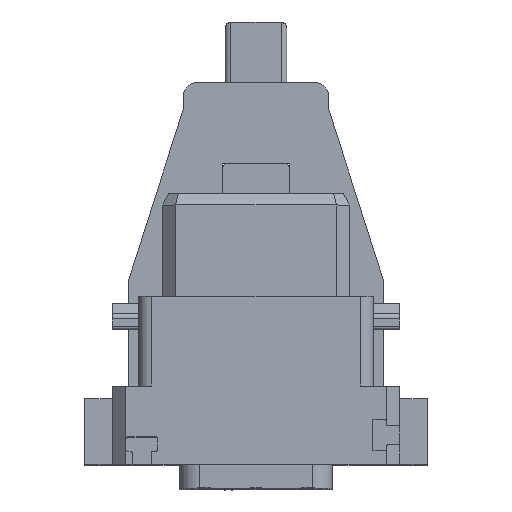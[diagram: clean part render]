
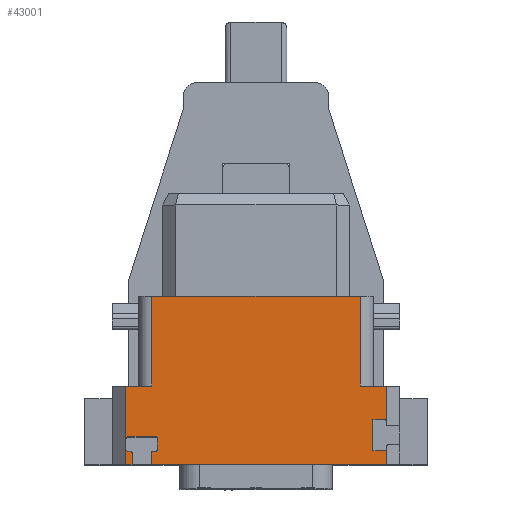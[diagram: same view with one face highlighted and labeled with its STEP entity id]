
A CAD part, top view. The second image highlights one B-rep face of the part: STEP entity #43001.
In plain terms, the highlighted planar face has unit normal (0, 0, 1).
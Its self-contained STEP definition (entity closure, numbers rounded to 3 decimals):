
#3041=DIRECTION('',(-1.,0.,0.));
#3042=VECTOR('',#3041,15.8);
#3043=CARTESIAN_POINT('',(7.9,9.8,9.9));
#3044=LINE('',#3043,#3042);
#3260=CARTESIAN_POINT('',(9.75,0.325,9.9));
#3261=DIRECTION('',(0.,0.,1.));
#3262=DIRECTION('',(1.,0.,0.));
#3263=AXIS2_PLACEMENT_3D('',#3260,#3261,#3262);
#3265=DIRECTION('',(-1.,0.,0.));
#3266=VECTOR('',#3265,0.8);
#3267=CARTESIAN_POINT('',(9.75,0.475,9.9));
#3268=LINE('',#3267,#3266);
#3269=CARTESIAN_POINT('',(8.95,0.325,9.9));
#3270=DIRECTION('',(0.,0.,1.));
#3271=DIRECTION('',(0.,1.,0.));
#3272=AXIS2_PLACEMENT_3D('',#3269,#3270,#3271);
#3274=DIRECTION('',(0.,-1.,0.));
#3275=VECTOR('',#3274,2.1);
#3276=CARTESIAN_POINT('',(8.8,0.325,9.9));
#3277=LINE('',#3276,#3275);
#3278=CARTESIAN_POINT('',(8.95,-1.775,9.9));
#3279=DIRECTION('',(0.,0.,1.));
#3280=DIRECTION('',(-1.,0.,0.));
#3281=AXIS2_PLACEMENT_3D('',#3278,#3279,#3280);
#3283=DIRECTION('',(1.,0.,0.));
#3284=VECTOR('',#3283,0.8);
#3285=CARTESIAN_POINT('',(8.95,-1.925,9.9));
#3286=LINE('',#3285,#3284);
#3287=CARTESIAN_POINT('',(9.75,-1.775,9.9));
#3288=DIRECTION('',(0.,0.,1.));
#3289=DIRECTION('',(0.,-1.,0.));
#3290=AXIS2_PLACEMENT_3D('',#3287,#3288,#3289);
#3292=DIRECTION('',(0.,1.,0.));
#3293=VECTOR('',#3292,1.175);
#3294=CARTESIAN_POINT('',(9.9,-2.95,9.9));
#3295=LINE('',#3294,#3293);
#3296=DIRECTION('',(0.,1.,0.));
#3297=VECTOR('',#3296,0.85);
#3298=CARTESIAN_POINT('',(-7.95,-2.95,9.9));
#3299=LINE('',#3298,#3297);
#3300=CARTESIAN_POINT('',(-7.8,-2.1,9.9));
#3301=DIRECTION('',(0.,0.,1.));
#3302=DIRECTION('',(0.,1.,0.));
#3303=AXIS2_PLACEMENT_3D('',#3300,#3301,#3302);
#3305=DIRECTION('',(1.,0.,0.));
#3306=VECTOR('',#3305,0.175);
#3307=CARTESIAN_POINT('',(-7.8,-1.95,9.9));
#3308=LINE('',#3307,#3306);
#3309=CARTESIAN_POINT('',(-7.625,-1.8,9.9));
#3310=DIRECTION('',(0.,0.,1.));
#3311=DIRECTION('',(0.,-1.,0.));
#3312=AXIS2_PLACEMENT_3D('',#3309,#3310,#3311);
#3314=DIRECTION('',(0.,1.,0.));
#3315=VECTOR('',#3314,0.8);
#3316=CARTESIAN_POINT('',(-7.475,-1.8,9.9));
#3317=LINE('',#3316,#3315);
#3318=CARTESIAN_POINT('',(-7.625,-1.,9.9));
#3319=DIRECTION('',(0.,0.,1.));
#3320=DIRECTION('',(1.,0.,0.));
#3321=AXIS2_PLACEMENT_3D('',#3318,#3319,#3320);
#3323=DIRECTION('',(-1.,0.,0.));
#3324=VECTOR('',#3323,2.1);
#3325=CARTESIAN_POINT('',(-7.625,-0.85,9.9));
#3326=LINE('',#3325,#3324);
#3327=CARTESIAN_POINT('',(-9.725,-1.,9.9));
#3328=DIRECTION('',(0.,0.,1.));
#3329=DIRECTION('',(0.,1.,0.));
#3330=AXIS2_PLACEMENT_3D('',#3327,#3328,#3329);
#3332=DIRECTION('',(0.,-1.,0.));
#3333=VECTOR('',#3332,0.8);
#3334=CARTESIAN_POINT('',(-9.875,-1.,9.9));
#3335=LINE('',#3334,#3333);
#3336=CARTESIAN_POINT('',(-9.725,-1.8,9.9));
#3337=DIRECTION('',(0.,0.,1.));
#3338=DIRECTION('',(-1.,0.,0.));
#3339=AXIS2_PLACEMENT_3D('',#3336,#3337,#3338);
#3341=DIRECTION('',(1.,0.,0.));
#3342=VECTOR('',#3341,0.175);
#3343=CARTESIAN_POINT('',(-9.725,-1.95,9.9));
#3344=LINE('',#3343,#3342);
#3345=CARTESIAN_POINT('',(-9.55,-2.1,9.9));
#3346=DIRECTION('',(0.,0.,1.));
#3347=DIRECTION('',(1.,0.,0.));
#3348=AXIS2_PLACEMENT_3D('',#3345,#3346,#3347);
#3350=DIRECTION('',(0.,1.,0.));
#3351=VECTOR('',#3350,0.85);
#3352=CARTESIAN_POINT('',(-9.4,-2.95,9.9));
#3353=LINE('',#3352,#3351);
#3354=DIRECTION('',(0.,-1.,0.));
#3355=VECTOR('',#3354,5.95);
#3356=CARTESIAN_POINT('',(-9.9,3.,9.9));
#3357=LINE('',#3356,#3355);
#3358=DIRECTION('',(0.,-1.,0.));
#3359=VECTOR('',#3358,6.8);
#3360=CARTESIAN_POINT('',(-7.9,9.8,9.9));
#3361=LINE('',#3360,#3359);
#3362=DIRECTION('',(0.,1.,0.));
#3363=VECTOR('',#3362,6.8);
#3364=CARTESIAN_POINT('',(7.9,3.,9.9));
#3365=LINE('',#3364,#3363);
#3366=DIRECTION('',(0.,1.,0.));
#3367=VECTOR('',#3366,2.675);
#3368=CARTESIAN_POINT('',(9.9,0.325,9.9));
#3369=LINE('',#3368,#3367);
#3386=DIRECTION('',(-1.,0.,0.));
#3387=VECTOR('',#3386,2.);
#3388=CARTESIAN_POINT('',(9.9,3.,9.9));
#3389=LINE('',#3388,#3387);
#3578=DIRECTION('',(1.,0.,0.));
#3579=VECTOR('',#3578,0.5);
#3580=CARTESIAN_POINT('',(-9.9,-2.95,9.9));
#3581=LINE('',#3580,#3579);
#3594=DIRECTION('',(1.,0.,0.));
#3595=VECTOR('',#3594,17.85);
#3596=CARTESIAN_POINT('',(-7.95,-2.95,9.9));
#3597=LINE('',#3596,#3595);
#7446=DIRECTION('',(-1.,0.,0.));
#7447=VECTOR('',#7446,2.);
#7448=CARTESIAN_POINT('',(-7.9,3.,9.9));
#7449=LINE('',#7448,#7447);
#32743=CARTESIAN_POINT('',(-7.95,-2.95,9.9));
#32744=VERTEX_POINT('',#32743);
#32745=CARTESIAN_POINT('',(-9.4,-2.95,9.9));
#32746=VERTEX_POINT('',#32745);
#32747=CARTESIAN_POINT('',(9.9,0.325,9.9));
#32748=CARTESIAN_POINT('',(9.75,0.475,9.9));
#32749=VERTEX_POINT('',#32747);
#32750=VERTEX_POINT('',#32748);
#32751=CARTESIAN_POINT('',(8.95,0.475,9.9));
#32752=VERTEX_POINT('',#32751);
#32753=CARTESIAN_POINT('',(8.8,0.325,9.9));
#32754=VERTEX_POINT('',#32753);
#32755=CARTESIAN_POINT('',(8.8,-1.775,9.9));
#32756=VERTEX_POINT('',#32755);
#32757=CARTESIAN_POINT('',(8.95,-1.925,9.9));
#32758=VERTEX_POINT('',#32757);
#32759=CARTESIAN_POINT('',(9.75,-1.925,9.9));
#32760=VERTEX_POINT('',#32759);
#32761=CARTESIAN_POINT('',(9.9,-1.775,9.9));
#32762=VERTEX_POINT('',#32761);
#32763=CARTESIAN_POINT('',(-7.95,-2.1,9.9));
#32764=VERTEX_POINT('',#32763);
#32765=CARTESIAN_POINT('',(-7.8,-1.95,9.9));
#32766=VERTEX_POINT('',#32765);
#32767=CARTESIAN_POINT('',(-7.625,-1.95,9.9));
#32768=VERTEX_POINT('',#32767);
#32769=CARTESIAN_POINT('',(-7.475,-1.8,9.9));
#32770=VERTEX_POINT('',#32769);
#32771=CARTESIAN_POINT('',(-7.475,-1.,9.9));
#32772=VERTEX_POINT('',#32771);
#32773=CARTESIAN_POINT('',(-7.625,-0.85,9.9));
#32774=VERTEX_POINT('',#32773);
#32775=CARTESIAN_POINT('',(-9.725,-0.85,9.9));
#32776=VERTEX_POINT('',#32775);
#32777=CARTESIAN_POINT('',(-9.875,-1.,9.9));
#32778=VERTEX_POINT('',#32777);
#32779=CARTESIAN_POINT('',(-9.875,-1.8,9.9));
#32780=VERTEX_POINT('',#32779);
#32781=CARTESIAN_POINT('',(-9.725,-1.95,9.9));
#32782=VERTEX_POINT('',#32781);
#32783=CARTESIAN_POINT('',(-9.55,-1.95,9.9));
#32784=VERTEX_POINT('',#32783);
#32785=CARTESIAN_POINT('',(-9.4,-2.1,9.9));
#32786=VERTEX_POINT('',#32785);
#32791=CARTESIAN_POINT('',(7.9,9.8,9.9));
#32793=VERTEX_POINT('',#32791);
#32797=CARTESIAN_POINT('',(7.9,3.,9.9));
#32798=VERTEX_POINT('',#32797);
#32803=CARTESIAN_POINT('',(-7.9,9.8,9.9));
#32804=VERTEX_POINT('',#32803);
#32805=CARTESIAN_POINT('',(-7.9,3.,9.9));
#32806=VERTEX_POINT('',#32805);
#32811=CARTESIAN_POINT('',(9.9,3.,9.9));
#32813=VERTEX_POINT('',#32811);
#32826=CARTESIAN_POINT('',(9.9,-2.95,9.9));
#32827=VERTEX_POINT('',#32826);
#32828=CARTESIAN_POINT('',(-9.9,-2.95,9.9));
#32830=VERTEX_POINT('',#32828);
#32834=CARTESIAN_POINT('',(-9.9,3.,9.9));
#32835=VERTEX_POINT('',#32834);
#42937=CARTESIAN_POINT('',(10.9,9.8,9.9));
#42938=DIRECTION('',(0.,0.,1.));
#42939=DIRECTION('',(-1.,0.,0.));
#42940=AXIS2_PLACEMENT_3D('',#42937,#42938,#42939);
#42941=PLANE('',#42940);
#42943=ORIENTED_EDGE('',*,*,#42942,.T.);
#42945=ORIENTED_EDGE('',*,*,#42944,.T.);
#42947=ORIENTED_EDGE('',*,*,#42946,.T.);
#42949=ORIENTED_EDGE('',*,*,#42948,.T.);
#42951=ORIENTED_EDGE('',*,*,#42950,.T.);
#42953=ORIENTED_EDGE('',*,*,#42952,.T.);
#42955=ORIENTED_EDGE('',*,*,#42954,.T.);
#42957=ORIENTED_EDGE('',*,*,#42956,.F.);
#42959=ORIENTED_EDGE('',*,*,#42958,.F.);
#42961=ORIENTED_EDGE('',*,*,#42960,.T.);
#42963=ORIENTED_EDGE('',*,*,#42962,.F.);
#42965=ORIENTED_EDGE('',*,*,#42964,.T.);
#42967=ORIENTED_EDGE('',*,*,#42966,.T.);
#42969=ORIENTED_EDGE('',*,*,#42968,.T.);
#42971=ORIENTED_EDGE('',*,*,#42970,.T.);
#42973=ORIENTED_EDGE('',*,*,#42972,.T.);
#42975=ORIENTED_EDGE('',*,*,#42974,.T.);
#42977=ORIENTED_EDGE('',*,*,#42976,.T.);
#42979=ORIENTED_EDGE('',*,*,#42978,.T.);
#42981=ORIENTED_EDGE('',*,*,#42980,.T.);
#42983=ORIENTED_EDGE('',*,*,#42982,.F.);
#42985=ORIENTED_EDGE('',*,*,#42984,.F.);
#42987=ORIENTED_EDGE('',*,*,#42986,.F.);
#42989=ORIENTED_EDGE('',*,*,#42988,.F.);
#42991=ORIENTED_EDGE('',*,*,#42990,.F.);
#42992=ORIENTED_EDGE('',*,*,#42930,.F.);
#42993=ORIENTED_EDGE('',*,*,#42675,.F.);
#42994=ORIENTED_EDGE('',*,*,#42716,.F.);
#42996=ORIENTED_EDGE('',*,*,#42995,.F.);
#42998=ORIENTED_EDGE('',*,*,#42997,.F.);
#42999=EDGE_LOOP('',(#42943,#42945,#42947,#42949,#42951,#42953,#42955,#42957,
#42959,#42961,#42963,#42965,#42967,#42969,#42971,#42973,#42975,#42977,#42979,
#42981,#42983,#42985,#42987,#42989,#42991,#42992,#42993,#42994,#42996,#42998));
#43000=FACE_OUTER_BOUND('',#42999,.F.);
#43001=ADVANCED_FACE('',(#43000),#42941,.T.);
#3264=CIRCLE('',#3263,0.15);
#3273=CIRCLE('',#3272,0.15);
#3282=CIRCLE('',#3281,0.15);
#3291=CIRCLE('',#3290,0.15);
#3304=CIRCLE('',#3303,0.15);
#3313=CIRCLE('',#3312,0.15);
#3322=CIRCLE('',#3321,0.15);
#3331=CIRCLE('',#3330,0.15);
#3340=CIRCLE('',#3339,0.15);
#3349=CIRCLE('',#3348,0.15);
#42675=EDGE_CURVE('',#32793,#32804,#3044,.T.);
#42716=EDGE_CURVE('',#32798,#32793,#3365,.T.);
#42930=EDGE_CURVE('',#32804,#32806,#3361,.T.);
#42942=EDGE_CURVE('',#32749,#32750,#3264,.T.);
#42944=EDGE_CURVE('',#32750,#32752,#3268,.T.);
#42946=EDGE_CURVE('',#32752,#32754,#3273,.T.);
#42948=EDGE_CURVE('',#32754,#32756,#3277,.T.);
#42950=EDGE_CURVE('',#32756,#32758,#3282,.T.);
#42952=EDGE_CURVE('',#32758,#32760,#3286,.T.);
#42954=EDGE_CURVE('',#32760,#32762,#3291,.T.);
#42956=EDGE_CURVE('',#32827,#32762,#3295,.T.);
#42958=EDGE_CURVE('',#32744,#32827,#3597,.T.);
#42960=EDGE_CURVE('',#32744,#32764,#3299,.T.);
#42962=EDGE_CURVE('',#32766,#32764,#3304,.T.);
#42964=EDGE_CURVE('',#32766,#32768,#3308,.T.);
#42966=EDGE_CURVE('',#32768,#32770,#3313,.T.);
#42968=EDGE_CURVE('',#32770,#32772,#3317,.T.);
#42970=EDGE_CURVE('',#32772,#32774,#3322,.T.);
#42972=EDGE_CURVE('',#32774,#32776,#3326,.T.);
#42974=EDGE_CURVE('',#32776,#32778,#3331,.T.);
#42976=EDGE_CURVE('',#32778,#32780,#3335,.T.);
#42978=EDGE_CURVE('',#32780,#32782,#3340,.T.);
#42980=EDGE_CURVE('',#32782,#32784,#3344,.T.);
#42982=EDGE_CURVE('',#32786,#32784,#3349,.T.);
#42984=EDGE_CURVE('',#32746,#32786,#3353,.T.);
#42986=EDGE_CURVE('',#32830,#32746,#3581,.T.);
#42988=EDGE_CURVE('',#32835,#32830,#3357,.T.);
#42990=EDGE_CURVE('',#32806,#32835,#7449,.T.);
#42995=EDGE_CURVE('',#32813,#32798,#3389,.T.);
#42997=EDGE_CURVE('',#32749,#32813,#3369,.T.);
